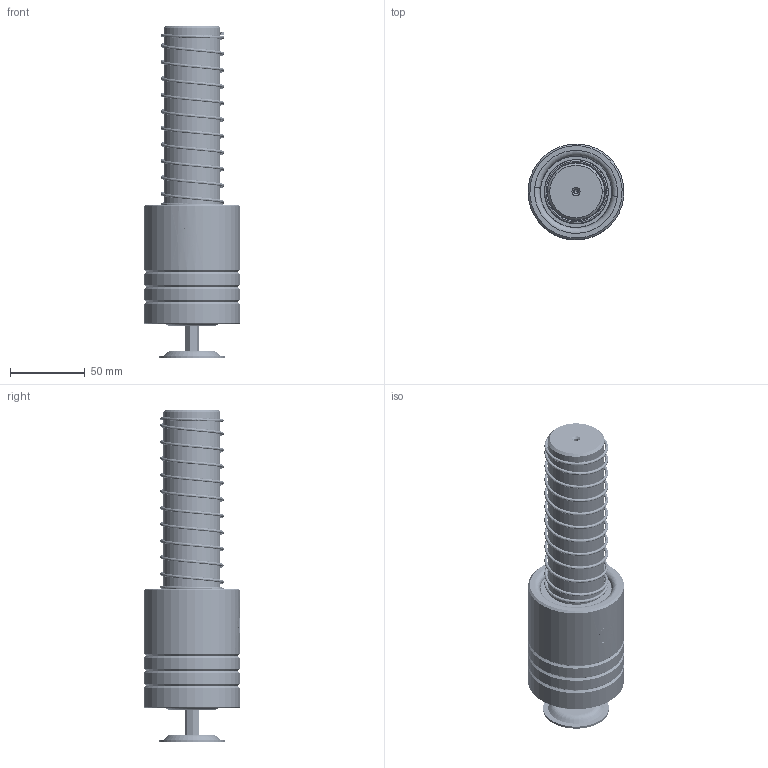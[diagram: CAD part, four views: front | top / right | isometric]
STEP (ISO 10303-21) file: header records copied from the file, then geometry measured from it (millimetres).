
FILE_DESCRIPTION (( 'STEP AP214' ), '1' );
FILE_NAME ('LMSH LMJH-D38-L200(BL-80).STEP', '2021-08-12T08:54:39', ( '' ), ( '' ), 'SwSTEP 2.0', 'SolidWorks 2016', '' );
FILE_SCHEMA (( 'AUTOMOTIVE_DESIGN' ));
Length unit declared in the file: millimetre
Products named in the file (274): BALL-D5; BSH-47.5-38.5-75; GTM-M16蹟簽 -; GTM-3-縐种; HWP-D42.5-d38.5-L110; GTM-44; TBB-D64-d48-L80; BSH-D47.5-38.5-L75郪蚾; LMSH LMJH-D38-L200(BL-80); GTM-44郪蚾; DSPM-D38-L200
Assembly tree (267 placements, depth 3):
  BALL-D5
  BALL-D5
  BALL-D5
  BALL-D5
  BALL-D5
Bounding box: 63.86 x 63.93 x 221.52 mm (x, y, z)
Volume: 379368.2 mm3; surface area: 132576.5 mm2
Topology: 260 solids, 260 shells, 1179 faces, 5013 edges, 3333 vertices
Faces by surface type: sphere 1012, cylinder 50, plane 40, cone 34, torus 22, bspline 21
Entity records: 58695 total; most frequent: CARTESIAN_POINT 36301, ORIENTED_EDGE 3928, DIRECTION 3351, EDGE_CURVE 1964, AXIS2_PLACEMENT_3D 1594, VERTEX_POINT 1289, EDGE_LOOP 1173, B_SPLINE_CURVE_WITH_KNOTS 1116
